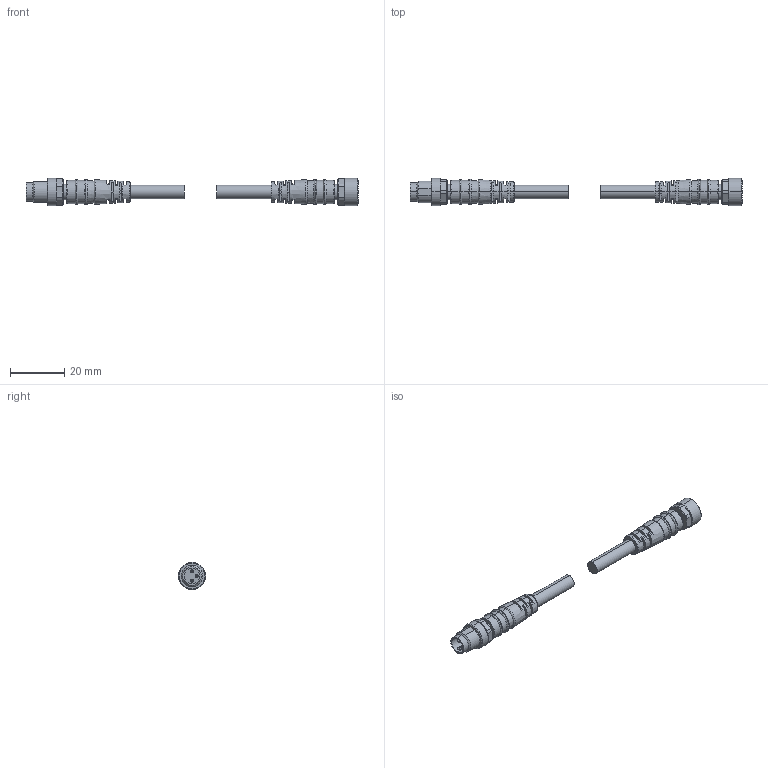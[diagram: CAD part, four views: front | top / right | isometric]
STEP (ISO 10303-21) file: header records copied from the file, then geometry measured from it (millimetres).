
FILE_DESCRIPTION (( 'STEP AP203' ), '1' );
FILE_NAME ('CDP08-0A-030-AA.STEP', '2023-11-13T21:04:58', ( '' ), ( '' ), 'SwSTEP 2.0', 'SolidWorks 2023', '' );
FILE_SCHEMA (( 'CONFIG_CONTROL_DESIGN' ));
Length unit declared in the file: inch
Products named in the file (3): CDP08-0A-030-AA_MALE; CDP08-0A-030-AA_FEMALE; CDP08-0A-030-AA
Assembly tree (2 placements, depth 2):
  CDP08-0A-030-AA
    CDP08-0A-030-AA_MALE
    CDP08-0A-030-AA_FEMALE
Bounding box: 122.5 x 10 x 10 mm (x, y, z)
Volume: 4462.9 mm3; surface area: 3618.1 mm2
Topology: 2 solids, 2 shells, 273 faces, 658 edges, 413 vertices
Faces by surface type: plane 138, cylinder 66, bspline 32, cone 31, torus 6
Entity records: 8822 total; most frequent: CARTESIAN_POINT 2595, ORIENTED_EDGE 1316, DIRECTION 1159, EDGE_CURVE 658, AXIS2_PLACEMENT_3D 455, VERTEX_POINT 413, EDGE_LOOP 297, FACE_OUTER_BOUND 273
